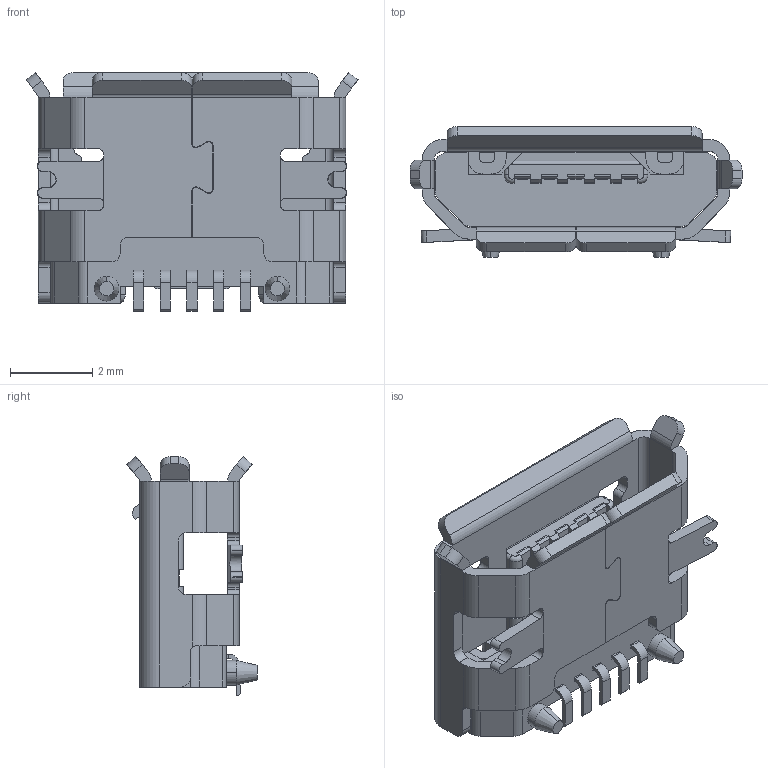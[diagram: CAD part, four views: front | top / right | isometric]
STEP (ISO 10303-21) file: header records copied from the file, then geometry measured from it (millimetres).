
FILE_DESCRIPTION (( 'STEP AP203' ), '1' );
FILE_NAME ('629105136821.STEP', '2021-03-27T05:09:45', ( '' ), ( '' ), 'SwSTEP 2.0', 'SolidWorks 2018', '' );
FILE_SCHEMA (( 'CONFIG_CONTROL_DESIGN' ));
Length unit declared in the file: millimetre
Products named in the file (1): 629105136821
Bounding box: 8.07 x 3.17 x 5.8 mm (x, y, z)
Volume: 41.3 mm3; surface area: 287.6 mm2
Topology: 7 solids, 7 shells, 533 faces, 1492 edges, 964 vertices
Faces by surface type: plane 361, cylinder 162, torus 6, cone 4
Entity records: 17134 total; most frequent: CARTESIAN_POINT 3161, ORIENTED_EDGE 2984, DIRECTION 2838, EDGE_CURVE 1492, LINE 1128, VECTOR 1128, VERTEX_POINT 964, AXIS2_PLACEMENT_3D 855
